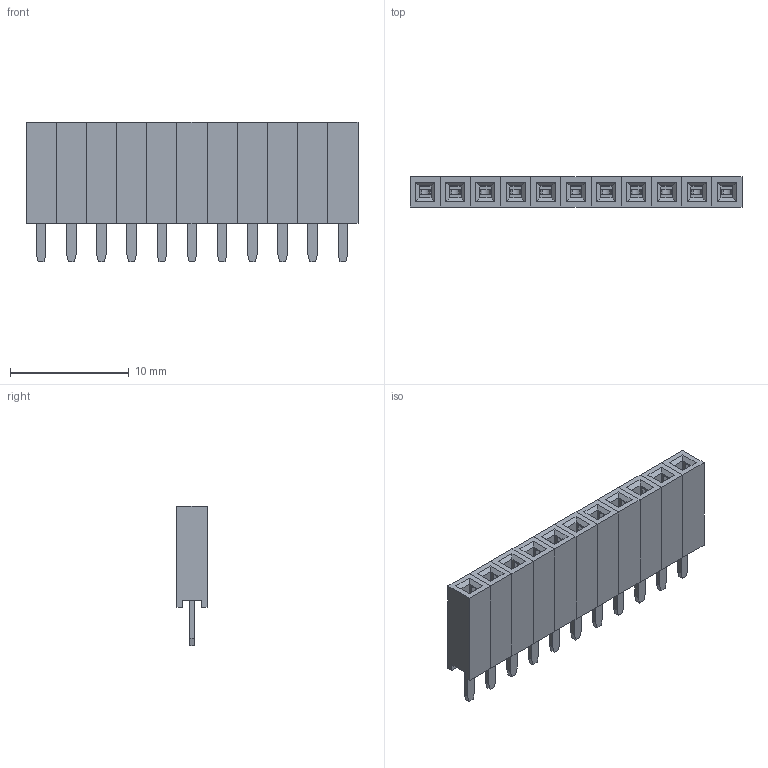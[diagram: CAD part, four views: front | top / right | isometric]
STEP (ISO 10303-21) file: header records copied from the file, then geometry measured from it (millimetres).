
FILE_DESCRIPTION (( 'STEP AP214' ), '1' );
FILE_NAME ('User Library-HeaderRangLuocDonThang2.54mm.STEP', '2017-11-30T13:55:58', ( '' ), ( '' ), 'SwSTEP 2.0', 'SolidWorks 2017', '' );
FILE_SCHEMA (( 'AUTOMOTIVE_DESIGN' ));
Length unit declared in the file: millimetre
Products named in the file (1): User Library-HeaderRangLuocDonThang2.54mm
Bounding box: 27.94 x 2.54 x 11.7 mm (x, y, z)
Volume: 503 mm3; surface area: 1906 mm2
Topology: 11 solids, 11 shells, 528 faces, 1474 edges, 968 vertices
Faces by surface type: plane 517, cylinder 11
Entity records: 22568 total; most frequent: CARTESIAN_POINT 2971, ORIENTED_EDGE 2948, DIRECTION 2554, EDGE_CURVE 1474, LINE 1452, VECTOR 1452, VERTEX_POINT 968, EDGE_LOOP 572
